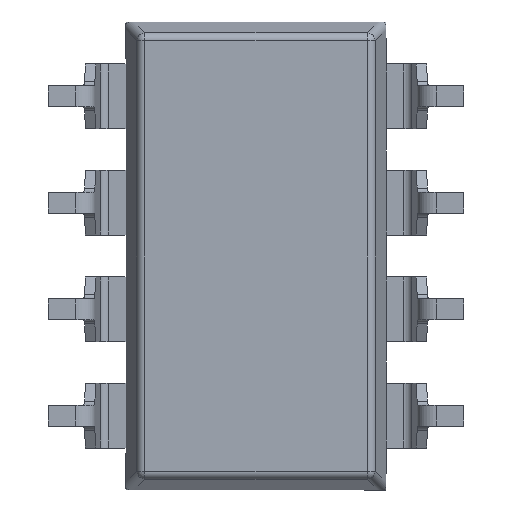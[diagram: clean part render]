
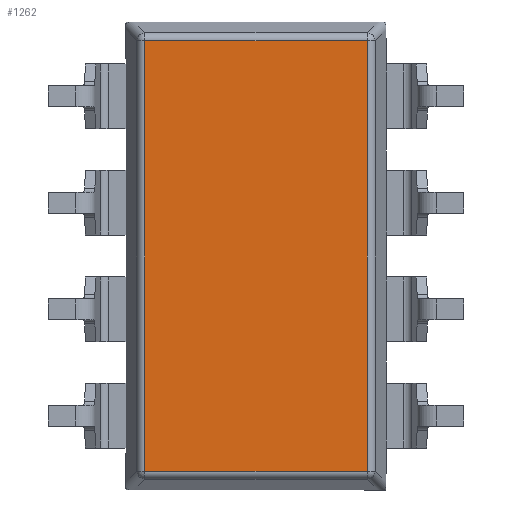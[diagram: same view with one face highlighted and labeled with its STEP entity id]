
A CAD part, front view. The second image highlights one B-rep face of the part: STEP entity #1262.
In plain terms, the highlighted planar face has unit normal (0, -1, 0).
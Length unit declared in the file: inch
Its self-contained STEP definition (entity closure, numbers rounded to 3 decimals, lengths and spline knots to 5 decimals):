
#1182 = DIRECTION ( 'NONE',  ( 0., 0., -1. ) ) ;
#1262 = ADVANCED_FACE ( 'NONE', ( #7553 ), #2603, .F. ) ;
#1403 = DIRECTION ( 'NONE',  ( 0., 1., 0. ) ) ;
#1464 = AXIS2_PLACEMENT_3D ( 'NONE', #7470, #1403, #6271 ) ;
#2603 = PLANE ( 'NONE',  #1464 ) ;
#2928 = CARTESIAN_POINT ( 'NONE',  ( 0.24905, -0.00421, -0.40959 ) ) ;
#3239 = VECTOR ( 'NONE', #8746, 39.37008 ) ;
#3577 = ORIENTED_EDGE ( 'NONE', *, *, #12489, .T. ) ;
#4091 = VERTEX_POINT ( 'NONE', #15351 ) ;
#4245 = CARTESIAN_POINT ( 'NONE',  ( 0.45781, -0.00421, -0.40959 ) ) ;
#4329 = LINE ( 'NONE', #4245, #11124 ) ;
#5140 = EDGE_LOOP ( 'NONE', ( #6663, #14523, #3577, #15643 ) ) ;
#5331 = EDGE_CURVE ( 'NONE', #4091, #12928, #7236, .T. ) ;
#6271 = DIRECTION ( 'NONE',  ( 0., 0., 1. ) ) ;
#6497 = LINE ( 'NONE', #10156, #3239 ) ;
#6549 = VECTOR ( 'NONE', #10960, 39.37008 ) ;
#6619 = VERTEX_POINT ( 'NONE', #14136 ) ;
#6663 = ORIENTED_EDGE ( 'NONE', *, *, #5331, .T. ) ;
#7236 = LINE ( 'NONE', #12078, #12054 ) ;
#7470 = CARTESIAN_POINT ( 'NONE',  ( 0.24612, -0.00421, -0.40758 ) ) ;
#7553 = FACE_OUTER_BOUND ( 'NONE', #5140, .T. ) ;
#7833 = EDGE_CURVE ( 'NONE', #6619, #4091, #6497, .T. ) ;
#8746 = DIRECTION ( 'NONE',  ( -1., 0., 0. ) ) ;
#10006 = LINE ( 'NONE', #13657, #6549 ) ;
#10156 = CARTESIAN_POINT ( 'NONE',  ( 0.45781, -0.00421, -0.00556 ) ) ;
#10960 = DIRECTION ( 'NONE',  ( 0., 0., 1. ) ) ;
#11124 = VECTOR ( 'NONE', #15239, 39.37008 ) ;
#12054 = VECTOR ( 'NONE', #1182, 39.37008 ) ;
#12078 = CARTESIAN_POINT ( 'NONE',  ( 0.24905, -0.00421, -0.00556 ) ) ;
#12489 = EDGE_CURVE ( 'NONE', #15640, #6619, #10006, .T. ) ;
#12579 = EDGE_CURVE ( 'NONE', #15640, #12928, #4329, .T. ) ;
#12928 = VERTEX_POINT ( 'NONE', #2928 ) ;
#13628 = CARTESIAN_POINT ( 'NONE',  ( 0.45781, -0.00421, -0.40959 ) ) ;
#13657 = CARTESIAN_POINT ( 'NONE',  ( 0.45781, -0.00421, -0.20959 ) ) ;
#14136 = CARTESIAN_POINT ( 'NONE',  ( 0.45781, -0.00421, -0.00556 ) ) ;
#14523 = ORIENTED_EDGE ( 'NONE', *, *, #12579, .F. ) ;
#15239 = DIRECTION ( 'NONE',  ( -1., 0., 0. ) ) ;
#15351 = CARTESIAN_POINT ( 'NONE',  ( 0.24905, -0.00421, -0.00556 ) ) ;
#15640 = VERTEX_POINT ( 'NONE', #13628 ) ;
#15643 = ORIENTED_EDGE ( 'NONE', *, *, #7833, .T. ) ;
